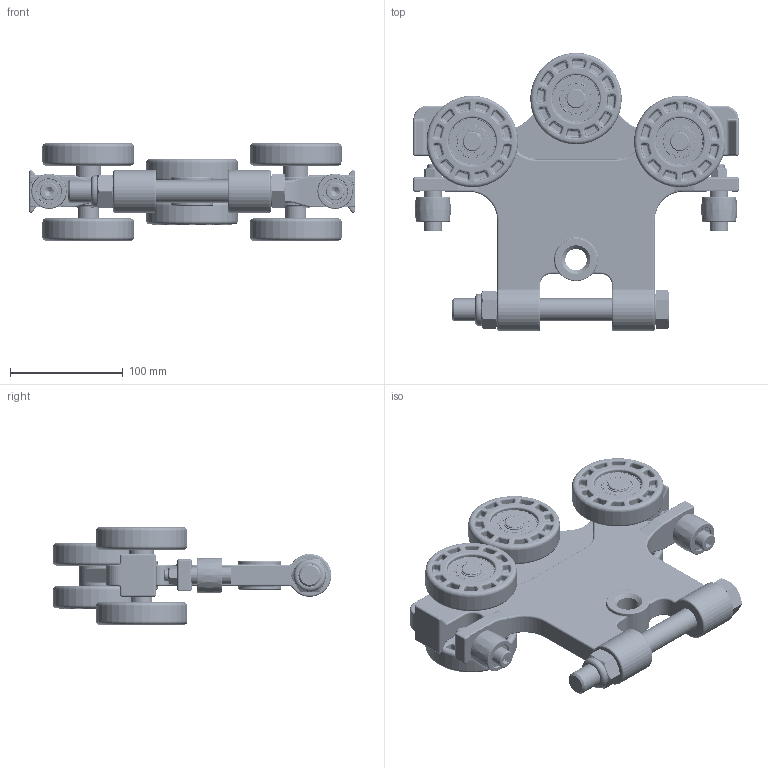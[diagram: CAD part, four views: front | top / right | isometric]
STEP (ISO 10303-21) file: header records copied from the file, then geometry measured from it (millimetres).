
FILE_DESCRIPTION((''),'2;1');
FILE_NAME('20069 112B 2000LB RL 500LB KU.stp','2011-03-21T09:34:02',('jholman'),(''),'Autodesk Inventor 2011','Autodesk Inventor 2011','');
FILE_SCHEMA(('AUTOMOTIVE_DESIGN { 1 0 10303 214 1 1 1 1 }'));
Length unit declared in the file: inch
Products named in the file (18): 20069; 3D1105B4D; 3D11JDF4B; 57141; 3D11I6B4A; 32045; 3D11HDF4B; 3D11IDF4A; 3D11H6B4A; 3D11ODF4B; 3D11KDF4A; 3D11MDF4A; 3D11LDF4A; 3D11NDF4A; Hex Nut - UNC (Regular Thread - Inch) 3/8 - 16; Hex Cap Screw - Metric M20 x 180; 3D1173G4D; AS 1420 - Metric M10 x 50
Assembly tree (34 placements, depth 3):
  20069
    3D1105B4D
    3D11JDF4B  x2
    57141
    3D11I6B4A  x3
    32045  x6
      3D11HDF4B
      3D11IDF4A
    3D11H6B4A  x6
    3D11ODF4B  x2
      3D11KDF4A
      3D11MDF4A
      3D11LDF4A
      3D11NDF4A
    Hex Nut - UNC (Regular Thread - Inch) 3/8 - 16  x2
    Hex Cap Screw - Metric M20 x 180
    3D1173G4D
    AS 1420 - Metric M10 x 50  x2
Bounding box: 288.93 x 246.94 x 87.24 mm (x, y, z)
Volume: 1269470 mm3; surface area: 320812.8 mm2
Topology: 39 solids, 41 shells, 6186 faces, 14222 edges, 7776 vertices
Faces by surface type: plane 1605, bspline 1544, torus 1108, cylinder 892, sphere 658, cone 379
Full cylindrical faces by diameter (mm): 1.016 x12, 1.321 x6, 7.798 x2, 9.525 x8, 9.754 x2, 10 x2, 12.7 x4, 15.392 x2, 15.875 x2, 15.977 x4, 16 x2, 16.954 x12, 16.993 x6, 17.475 x1, 17.602 x1, 17.78 x2, 17.882 x3, 18.974 x1, 19.05 x12, 20 x1, 20.638 x2, 22.098 x4, 22.174 x4, 22.225 x7, 26.594 x12, 26.797 x12, 27.7 x1, 28.575 x4, 28.577 x1, 34.925 x1
Entity records: 49558 total; most frequent: CARTESIAN_POINT 17410, DIRECTION 6549, ORIENTED_EDGE 6282, EDGE_CURVE 3141, AXIS2_PLACEMENT_3D 2869, VERTEX_POINT 1868, EDGE_LOOP 1807, CIRCLE 1589
